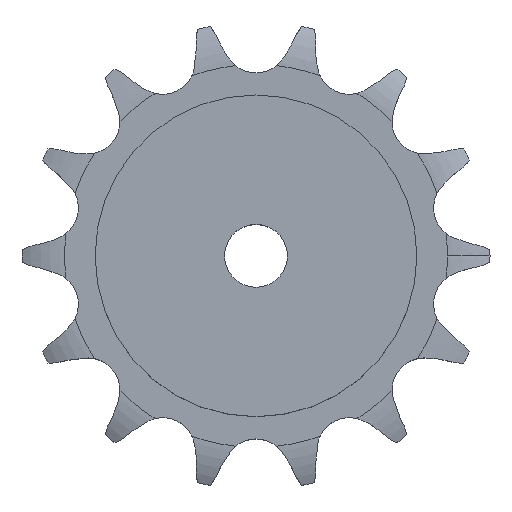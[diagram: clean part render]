
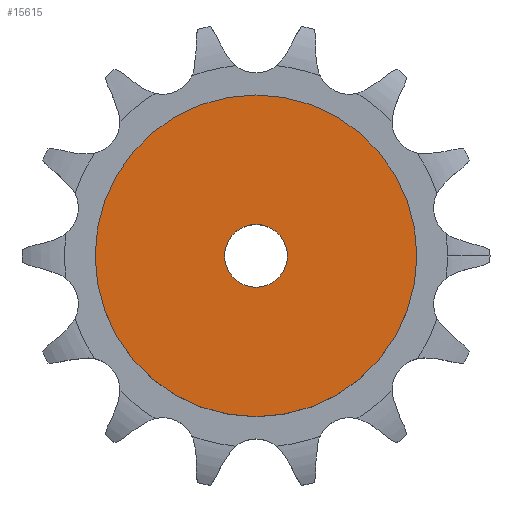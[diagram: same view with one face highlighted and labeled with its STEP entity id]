
A CAD part, top view. The second image highlights one B-rep face of the part: STEP entity #15615.
In plain terms, the highlighted planar face has unit normal (0, 0, 1).
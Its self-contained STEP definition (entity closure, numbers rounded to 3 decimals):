
#2340 = CYLINDRICAL_SURFACE('',#2341,64.);
#2341 = AXIS2_PLACEMENT_3D('',#2342,#2343,#2344);
#2342 = CARTESIAN_POINT('',(0.,0.,0.));
#2343 = DIRECTION('',(-0.,-0.,-1.));
#2344 = DIRECTION('',(1.,0.,0.));
#10048 = VERTEX_POINT('',#10049);
#10049 = CARTESIAN_POINT('',(64.,0.,50.));
#10070 = EDGE_CURVE('',#10048,#10048,#10071,.T.);
#10071 = SURFACE_CURVE('',#10072,(#10077,#10084),.PCURVE_S1.);
#10072 = CIRCLE('',#10073,64.);
#10073 = AXIS2_PLACEMENT_3D('',#10074,#10075,#10076);
#10074 = CARTESIAN_POINT('',(0.,0.,50.));
#10075 = DIRECTION('',(0.,0.,1.));
#10076 = DIRECTION('',(1.,0.,0.));
#10077 = PCURVE('',#2340,#10078);
#10078 = DEFINITIONAL_REPRESENTATION('',(#10079),#10083);
#10079 = LINE('',#10080,#10081);
#10080 = CARTESIAN_POINT('',(-0.,-50.));
#10081 = VECTOR('',#10082,1.);
#10082 = DIRECTION('',(-1.,0.));
#10083 = ( GEOMETRIC_REPRESENTATION_CONTEXT(2) 
PARAMETRIC_REPRESENTATION_CONTEXT() REPRESENTATION_CONTEXT('2D SPACE',''
  ) );
#10084 = PCURVE('',#10085,#10090);
#10085 = PLANE('',#10086);
#10086 = AXIS2_PLACEMENT_3D('',#10087,#10088,#10089);
#10087 = CARTESIAN_POINT('',(0.,0.,50.)
  );
#10088 = DIRECTION('',(0.,0.,1.));
#10089 = DIRECTION('',(1.,0.,0.));
#10090 = DEFINITIONAL_REPRESENTATION('',(#10091),#10095);
#10091 = CIRCLE('',#10092,64.);
#10092 = AXIS2_PLACEMENT_2D('',#10093,#10094);
#10093 = CARTESIAN_POINT('',(0.,0.));
#10094 = DIRECTION('',(1.,0.));
#10095 = ( GEOMETRIC_REPRESENTATION_CONTEXT(2) 
PARAMETRIC_REPRESENTATION_CONTEXT() REPRESENTATION_CONTEXT('2D SPACE',''
  ) );
#13380 = CYLINDRICAL_SURFACE('',#13381,12.5);
#13381 = AXIS2_PLACEMENT_3D('',#13382,#13383,#13384);
#13382 = CARTESIAN_POINT('',(0.,0.,299.667));
#13383 = DIRECTION('',(0.,0.,1.));
#13384 = DIRECTION('',(1.,0.,0.));
#15615 = ADVANCED_FACE('',(#15616,#15619),#10085,.T.);
#15616 = FACE_BOUND('',#15617,.T.);
#15617 = EDGE_LOOP('',(#15618));
#15618 = ORIENTED_EDGE('',*,*,#10070,.T.);
#15619 = FACE_BOUND('',#15620,.T.);
#15620 = EDGE_LOOP('',(#15621));
#15621 = ORIENTED_EDGE('',*,*,#15622,.F.);
#15622 = EDGE_CURVE('',#15623,#15623,#15625,.T.);
#15623 = VERTEX_POINT('',#15624);
#15624 = CARTESIAN_POINT('',(12.5,0.,50.));
#15625 = SURFACE_CURVE('',#15626,(#15631,#15638),.PCURVE_S1.);
#15626 = CIRCLE('',#15627,12.5);
#15627 = AXIS2_PLACEMENT_3D('',#15628,#15629,#15630);
#15628 = CARTESIAN_POINT('',(0.,0.,50.));
#15629 = DIRECTION('',(0.,0.,1.));
#15630 = DIRECTION('',(1.,0.,0.));
#15631 = PCURVE('',#10085,#15632);
#15632 = DEFINITIONAL_REPRESENTATION('',(#15633),#15637);
#15633 = CIRCLE('',#15634,12.5);
#15634 = AXIS2_PLACEMENT_2D('',#15635,#15636);
#15635 = CARTESIAN_POINT('',(0.,0.));
#15636 = DIRECTION('',(1.,0.));
#15637 = ( GEOMETRIC_REPRESENTATION_CONTEXT(2) 
PARAMETRIC_REPRESENTATION_CONTEXT() REPRESENTATION_CONTEXT('2D SPACE',''
  ) );
#15638 = PCURVE('',#13380,#15639);
#15639 = DEFINITIONAL_REPRESENTATION('',(#15640),#15644);
#15640 = LINE('',#15641,#15642);
#15641 = CARTESIAN_POINT('',(0.,-249.667));
#15642 = VECTOR('',#15643,1.);
#15643 = DIRECTION('',(1.,0.));
#15644 = ( GEOMETRIC_REPRESENTATION_CONTEXT(2) 
PARAMETRIC_REPRESENTATION_CONTEXT() REPRESENTATION_CONTEXT('2D SPACE',''
  ) );
